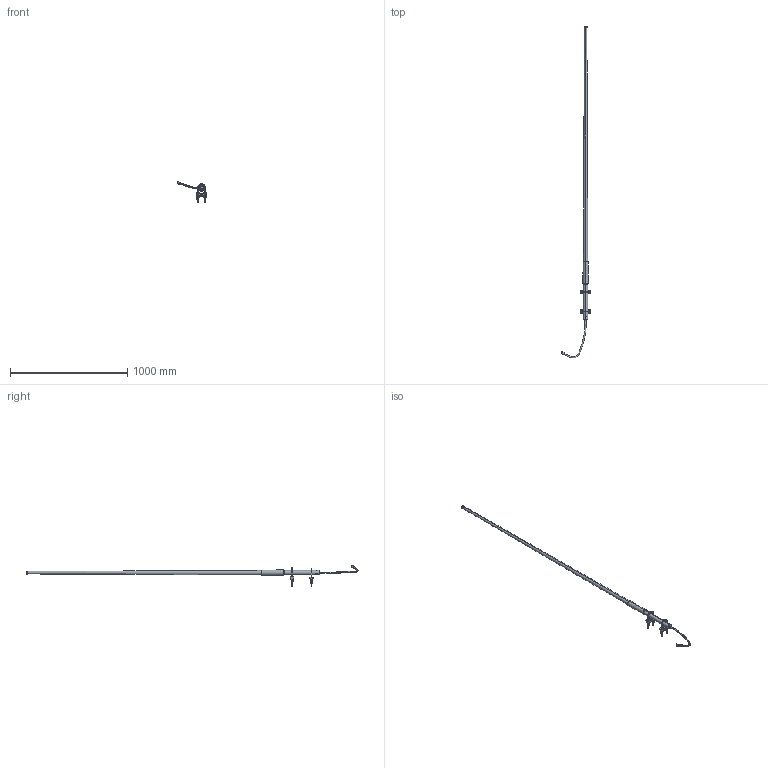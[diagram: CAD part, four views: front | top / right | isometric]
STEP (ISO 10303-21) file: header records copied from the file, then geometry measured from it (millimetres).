
FILE_DESCRIPTION (( 'STEP AP203' ), '1' );
FILE_NAME ('HG409U.STEP', '2011-03-01T20:15:39', ( 'x' ), ( 'Microsoft' ), 'SwSTEP 2.0', 'SolidWorks 2010', '' );
FILE_SCHEMA (( 'CONFIG_CONTROL_DESIGN' ));
Length unit declared in the file: inch
Products named in the file (4): HG409Uxx; Ubolt-60mmX6inch; HG409U_Pigtail; HG409U
Assembly tree (4 placements, depth 2):
  HG409U
    HG409Uxx
    Ubolt-60mmX6inch  x2
    HG409U_Pigtail
Bounding box: 253.07 x 2835.1 x 177.58 mm (x, y, z)
Volume: 2181705 mm3; surface area: 320455.4 mm2
Topology: 15 solids, 15 shells, 1790 faces, 3774 edges, 2034 vertices
Faces by surface type: cone 1360, plane 214, cylinder 118, torus 76, sphere 16, bspline 6
Entity records: 26329 total; most frequent: CARTESIAN_POINT 5132, DIRECTION 4782, ORIENTED_EDGE 4056, EDGE_CURVE 2028, AXIS2_PLACEMENT_3D 1893, VERTEX_POINT 1108, LINE 996, VECTOR 996
